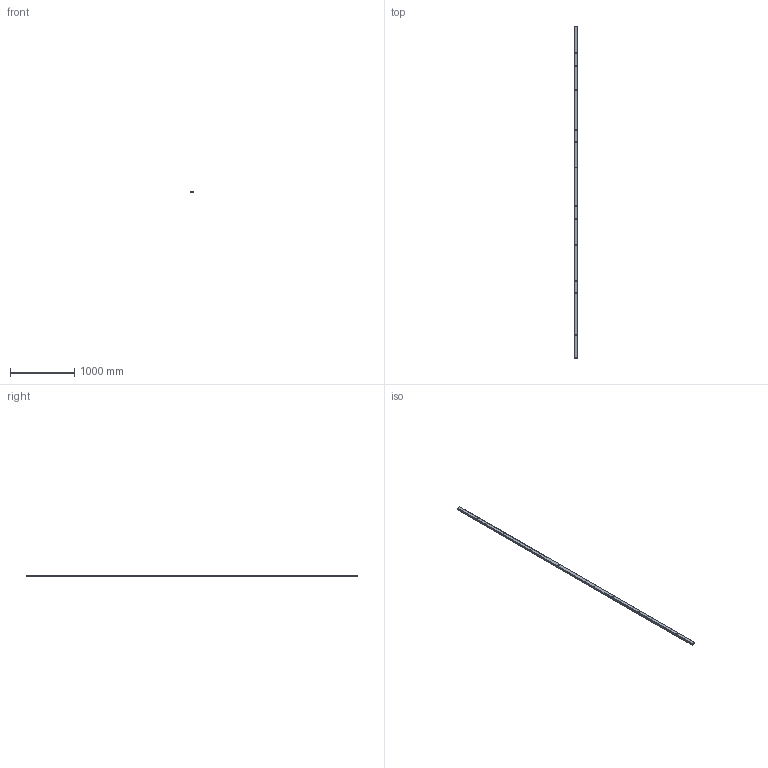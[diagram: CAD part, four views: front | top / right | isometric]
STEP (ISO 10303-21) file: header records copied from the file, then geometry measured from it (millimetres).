
FILE_DESCRIPTION (( 'STEP AP214' ), '1' );
FILE_NAME ('Kitchen 30x60.01.04.001.step', '2020-08-27T11:46:08', ( 'DM' ), ( '' ), 'SwSTEP 2.0', 'SolidWorks 2020', '' );
FILE_SCHEMA (( 'AUTOMOTIVE_DESIGN' ));
Length unit declared in the file: millimetre
Products named in the file (1): Kitchen 30x60.01.04.001
Bounding box: 60 x 5158 x 30 mm (x, y, z)
Volume: 2456509.4 mm3; surface area: 1646531.1 mm2
Topology: 1 solids, 1 shells, 266 faces, 1000 edges, 612 vertices
Faces by surface type: cylinder 156, cone 68, plane 42
Entity records: 11038 total; most frequent: CARTESIAN_POINT 2683, ORIENTED_EDGE 1872, DIRECTION 1730, EDGE_CURVE 936, AXIS2_PLACEMENT_3D 647, VERTEX_POINT 580, VECTOR 436, LINE 436
